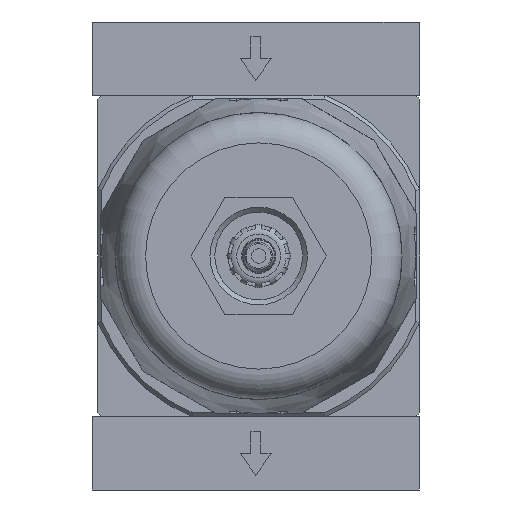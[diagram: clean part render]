
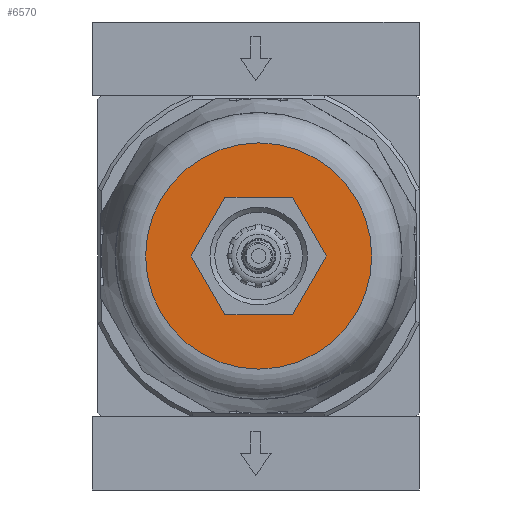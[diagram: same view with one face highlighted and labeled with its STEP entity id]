
A CAD part, front view. The second image highlights one B-rep face of the part: STEP entity #6570.
In plain terms, the highlighted planar face has unit normal (0, -1, 0).
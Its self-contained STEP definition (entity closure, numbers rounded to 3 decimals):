
#459=CIRCLE('',#7010,23.2);
#996=ORIENTED_EDGE('',*,*,#2309,.T.);
#997=ORIENTED_EDGE('',*,*,#2310,.T.);
#998=ORIENTED_EDGE('',*,*,#2311,.T.);
#999=ORIENTED_EDGE('',*,*,#2312,.T.);
#1000=ORIENTED_EDGE('',*,*,#2313,.T.);
#1001=ORIENTED_EDGE('',*,*,#2314,.T.);
#1002=ORIENTED_EDGE('',*,*,#2315,.T.);
#2309=EDGE_CURVE('',#2995,#2995,#459,.T.);
#2310=EDGE_CURVE('',#2996,#2997,#3475,.T.);
#2311=EDGE_CURVE('',#2997,#2998,#3476,.T.);
#2312=EDGE_CURVE('',#2998,#2999,#3477,.T.);
#2313=EDGE_CURVE('',#2999,#3000,#3478,.T.);
#2314=EDGE_CURVE('',#3000,#3001,#3479,.T.);
#2315=EDGE_CURVE('',#3001,#2996,#3480,.T.);
#2995=VERTEX_POINT('',#9582);
#2996=VERTEX_POINT('',#9584);
#2997=VERTEX_POINT('',#9585);
#2998=VERTEX_POINT('',#9587);
#2999=VERTEX_POINT('',#9589);
#3000=VERTEX_POINT('',#9591);
#3001=VERTEX_POINT('',#9593);
#3475=LINE('',#9583,#3821);
#3476=LINE('',#9586,#3822);
#3477=LINE('',#9588,#3823);
#3478=LINE('',#9590,#3824);
#3479=LINE('',#9592,#3825);
#3480=LINE('',#9594,#3826);
#3821=VECTOR('',#7865,1000.);
#3822=VECTOR('',#7866,1000.);
#3823=VECTOR('',#7867,1000.);
#3824=VECTOR('',#7868,1000.);
#3825=VECTOR('',#7869,1000.);
#3826=VECTOR('',#7870,1000.);
#4192=EDGE_LOOP('',(#996));
#4193=EDGE_LOOP('',(#997,#998,#999,#1000,#1001,#1002));
#4672=FACE_BOUND('',#4192,.T.);
#4673=FACE_BOUND('',#4193,.T.);
#5079=PLANE('',#7009);
#6570=ADVANCED_FACE('',(#4672,#4673),#5079,.F.);
#7009=AXIS2_PLACEMENT_3D('',#9580,#7861,#7862);
#7010=AXIS2_PLACEMENT_3D('',#9581,#7863,#7864);
#7861=DIRECTION('',(0.,1.,0.));
#7862=DIRECTION('',(0.,0.,1.));
#7863=DIRECTION('',(0.,-1.,0.));
#7864=DIRECTION('',(0.,0.,-1.));
#7865=DIRECTION('',(0.,0.,1.));
#7866=DIRECTION('',(0.866,0.,0.5));
#7867=DIRECTION('',(0.866,0.,-0.5));
#7868=DIRECTION('',(0.,0.,-1.));
#7869=DIRECTION('',(-0.866,0.,-0.5));
#7870=DIRECTION('',(-0.866,0.,0.5));
#9580=CARTESIAN_POINT('',(23.2,-165.,0.));
#9581=CARTESIAN_POINT('',(0.,-165.,0.));
#9582=CARTESIAN_POINT('',(0.,-165.,-23.2));
#9583=CARTESIAN_POINT('',(-12.,-165.,-6.928));
#9584=CARTESIAN_POINT('',(-12.,-165.,-6.928));
#9585=CARTESIAN_POINT('',(-12.,-165.,6.928));
#9586=CARTESIAN_POINT('',(-12.,-165.,6.928));
#9587=CARTESIAN_POINT('',(0.,-165.,13.856));
#9588=CARTESIAN_POINT('',(0.,-165.,13.856));
#9589=CARTESIAN_POINT('',(12.,-165.,6.928));
#9590=CARTESIAN_POINT('',(12.,-165.,6.928));
#9591=CARTESIAN_POINT('',(12.,-165.,-6.928));
#9592=CARTESIAN_POINT('',(12.,-165.,-6.928));
#9593=CARTESIAN_POINT('',(0.,-165.,-13.856));
#9594=CARTESIAN_POINT('',(0.,-165.,-13.856));
